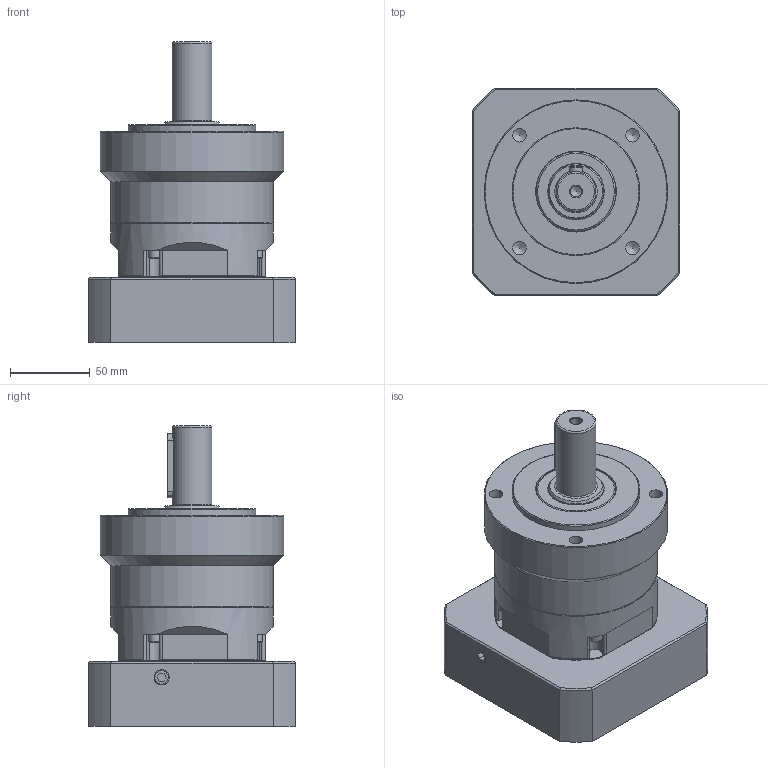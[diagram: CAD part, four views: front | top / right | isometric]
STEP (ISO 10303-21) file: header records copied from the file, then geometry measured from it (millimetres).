
FILE_DESCRIPTION((''),'2;1');
FILE_NAME('KSN115-1 (S24).stp','2013-12-09T16:42:13',('young'),(''),'Autodesk Inventor 2012','Autodesk Inventor 2012','');
FILE_SCHEMA(('AUTOMOTIVE_DESIGN { 1 0 10303 214 1 1 1 1 }'));
Length unit declared in the file: millimetre
Products named in the file (1): KSN115-1 (S24)
Bounding box: 130 x 130 x 188 mm (x, y, z)
Volume: 925020.9 mm3; surface area: 213558.7 mm2
Topology: 20 solids, 20 shells, 613 faces, 1416 edges, 894 vertices
Faces by surface type: plane 308, cylinder 153, cone 131, torus 19, bspline 2
Full cylindrical faces by diameter (mm): 4.2 x4, 5 x9, 5.1 x4, 5.5 x4, 5.752 x6, 6 x5, 6.5 x1, 6.8 x9, 8.433 x2, 8.5 x8, 9.5 x2, 10 x5, 17 x1, 22 x1, 23.2 x1, 24 x1, 24.9 x1, 25 x2, 28.4 x1, 29.8 x1, 30 x1, 32 x1, 34.8 x1, 35 x3, 37 x1, 39 x1, 41 x1, 42 x1, 43 x1, 45 x3
Entity records: 16635 total; most frequent: CARTESIAN_POINT 3542, DIRECTION 2831, ORIENTED_EDGE 2276, AXIS2_PLACEMENT_3D 1164, EDGE_CURVE 1138, EDGE_LOOP 935, VERTEX_POINT 831, FACE_OUTER_BOUND 613
